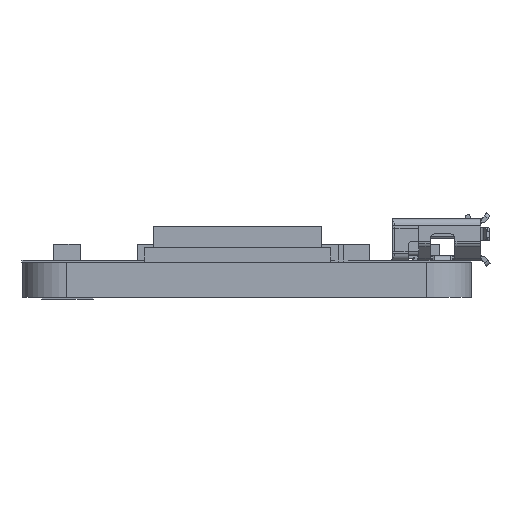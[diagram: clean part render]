
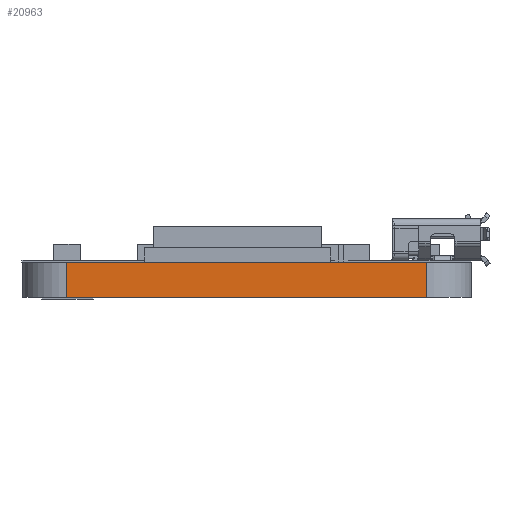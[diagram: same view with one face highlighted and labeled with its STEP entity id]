
A CAD part, left-side view. The second image highlights one B-rep face of the part: STEP entity #20963.
In plain terms, the highlighted planar face has unit normal (-1, 0, 0).
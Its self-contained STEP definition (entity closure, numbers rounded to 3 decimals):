
#804=PLANE('',#22684);
#1600=FACE_OUTER_BOUND('',#2689,.T.);
#2689=EDGE_LOOP('',(#14814,#14815,#14816,#14817));
#4221=LINE('',#31551,#6246);
#4222=LINE('',#31554,#6247);
#4223=LINE('',#31556,#6248);
#4224=LINE('',#31557,#6249);
#6246=VECTOR('',#25599,10.);
#6247=VECTOR('',#25602,10.);
#6248=VECTOR('',#25603,10.);
#6249=VECTOR('',#25604,10.);
#9366=VERTEX_POINT('',#31544);
#9369=VERTEX_POINT('',#31549);
#9370=VERTEX_POINT('',#31553);
#9371=VERTEX_POINT('',#31555);
#11555=EDGE_CURVE('',#9366,#9369,#4221,.T.);
#11556=EDGE_CURVE('',#9370,#9366,#4222,.T.);
#11557=EDGE_CURVE('',#9371,#9369,#4223,.T.);
#11558=EDGE_CURVE('',#9370,#9371,#4224,.T.);
#14814=ORIENTED_EDGE('',*,*,#11556,.T.);
#14815=ORIENTED_EDGE('',*,*,#11555,.T.);
#14816=ORIENTED_EDGE('',*,*,#11557,.F.);
#14817=ORIENTED_EDGE('',*,*,#11558,.F.);
#20963=ADVANCED_FACE('',(#1600),#804,.T.);
#22684=AXIS2_PLACEMENT_3D('',#31552,#25600,#25601);
#25599=DIRECTION('',(0.,0.,1.));
#25600=DIRECTION('center_axis',(-1.,0.,0.));
#25601=DIRECTION('ref_axis',(0.,-1.,0.));
#25602=DIRECTION('',(0.,-1.,0.));
#25603=DIRECTION('',(0.,-1.,0.));
#25604=DIRECTION('',(0.,0.,1.));
#31544=CARTESIAN_POINT('',(-19.05,2.54,0.));
#31549=CARTESIAN_POINT('',(-19.05,2.54,1.99));
#31551=CARTESIAN_POINT('',(-19.05,2.54,0.));
#31552=CARTESIAN_POINT('Origin',(-19.05,22.86,0.));
#31553=CARTESIAN_POINT('',(-19.05,22.86,0.));
#31554=CARTESIAN_POINT('',(-19.05,22.86,0.));
#31555=CARTESIAN_POINT('',(-19.05,22.86,1.99));
#31556=CARTESIAN_POINT('',(-19.05,22.86,1.99));
#31557=CARTESIAN_POINT('',(-19.05,22.86,0.));
